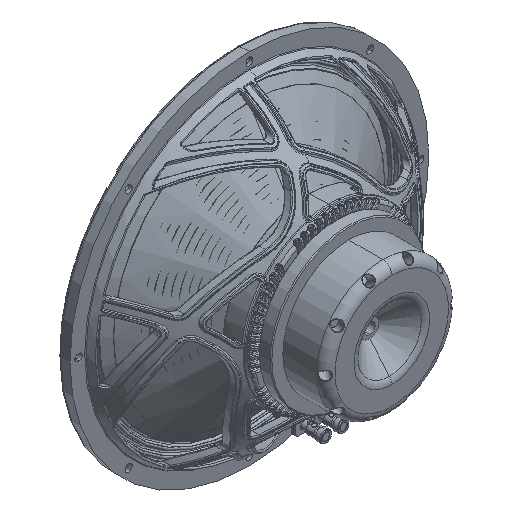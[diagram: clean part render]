
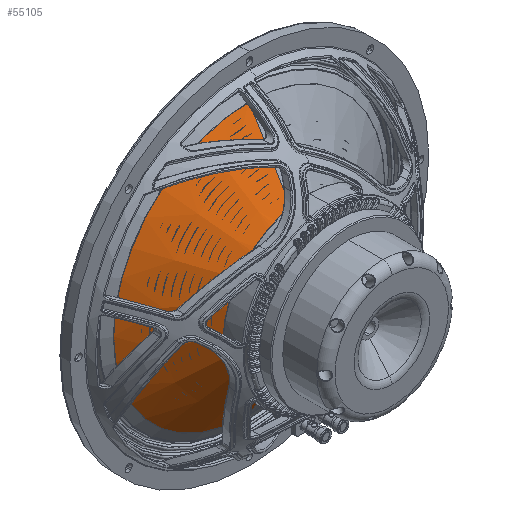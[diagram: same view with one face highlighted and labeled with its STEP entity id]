
A CAD part, isometric view. The second image highlights one B-rep face of the part: STEP entity #55105.
In plain terms, the highlighted conical face has half-angle 59.051 degrees and reference radius 51 mm.
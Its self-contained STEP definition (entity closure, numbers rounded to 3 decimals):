
#8804 = DIRECTION ( 'NONE',  ( 0., 1., 0. ) ) ;
#13698 = ORIENTED_EDGE ( 'NONE', *, *, #30451, .T. ) ;
#30451 = EDGE_CURVE ( 'NONE', #154879, #142679, #138850, .T. ) ;
#31559 = CARTESIAN_POINT ( 'NONE',  ( 0., 98., -51. ) ) ;
#32943 = VERTEX_POINT ( 'NONE', #120463 ) ;
#34713 = FACE_OUTER_BOUND ( 'NONE', #148920, .T. ) ;
#35033 = EDGE_CURVE ( 'NONE', #124161, #142679, #97309, .T. ) ;
#52551 = DIRECTION ( 'NONE',  ( 0., 0., -1. ) ) ;
#55105 = ADVANCED_FACE ( 'NONE', ( #34713 ), #97210, .T. ) ;
#56007 = AXIS2_PLACEMENT_3D ( 'NONE', #58839, #138385, #140156 ) ;
#58839 = CARTESIAN_POINT ( 'NONE',  ( 0., 156.165, 0. ) ) ;
#59492 = CARTESIAN_POINT ( 'NONE',  ( 0., 98., -51. ) ) ;
#82779 = DIRECTION ( 'NONE',  ( 0., -1., 0. ) ) ;
#97210 = CONICAL_SURFACE ( 'NONE', #102783, 51., 1.031 ) ;
#97309 = LINE ( 'NONE', #31559, #117606 ) ;
#98861 = CIRCLE ( 'NONE', #107175, 51. ) ;
#102595 = LINE ( 'NONE', #140723, #106160 ) ;
#102783 = AXIS2_PLACEMENT_3D ( 'NONE', #139397, #8804, #151529 ) ;
#106160 = VECTOR ( 'NONE', #157062, 1000. ) ;
#106443 = CARTESIAN_POINT ( 'NONE',  ( 0., 156.165, 148. ) ) ;
#107175 = AXIS2_PLACEMENT_3D ( 'NONE', #148544, #82779, #52551 ) ;
#117606 = VECTOR ( 'NONE', #150086, 1000. ) ;
#120463 = CARTESIAN_POINT ( 'NONE',  ( 0., 98., 51. ) ) ;
#124161 = VERTEX_POINT ( 'NONE', #59492 ) ;
#124969 = ORIENTED_EDGE ( 'NONE', *, *, #163381, .F. ) ;
#129994 = CARTESIAN_POINT ( 'NONE',  ( 0., 156.165, -148. ) ) ;
#133648 = EDGE_CURVE ( 'NONE', #32943, #154879, #102595, .T. ) ;
#138385 = DIRECTION ( 'NONE',  ( 0., -1., 0. ) ) ;
#138850 = CIRCLE ( 'NONE', #56007, 148. ) ;
#139397 = CARTESIAN_POINT ( 'NONE',  ( 0., 98., 0. ) ) ;
#140156 = DIRECTION ( 'NONE',  ( 0., 0., -1. ) ) ;
#140723 = CARTESIAN_POINT ( 'NONE',  ( 0., 98., 51. ) ) ;
#142679 = VERTEX_POINT ( 'NONE', #129994 ) ;
#148544 = CARTESIAN_POINT ( 'NONE',  ( 0., 98., 0. ) ) ;
#148920 = EDGE_LOOP ( 'NONE', ( #156190, #124969, #153518, #13698 ) ) ;
#150086 = DIRECTION ( 'NONE',  ( 0., 0.514, -0.858 ) ) ;
#151529 = DIRECTION ( 'NONE',  ( 0., 0., 1. ) ) ;
#153518 = ORIENTED_EDGE ( 'NONE', *, *, #133648, .T. ) ;
#154879 = VERTEX_POINT ( 'NONE', #106443 ) ;
#156190 = ORIENTED_EDGE ( 'NONE', *, *, #35033, .F. ) ;
#157062 = DIRECTION ( 'NONE',  ( 0., 0.514, 0.858 ) ) ;
#163381 = EDGE_CURVE ( 'NONE', #32943, #124161, #98861, .T. ) ;
